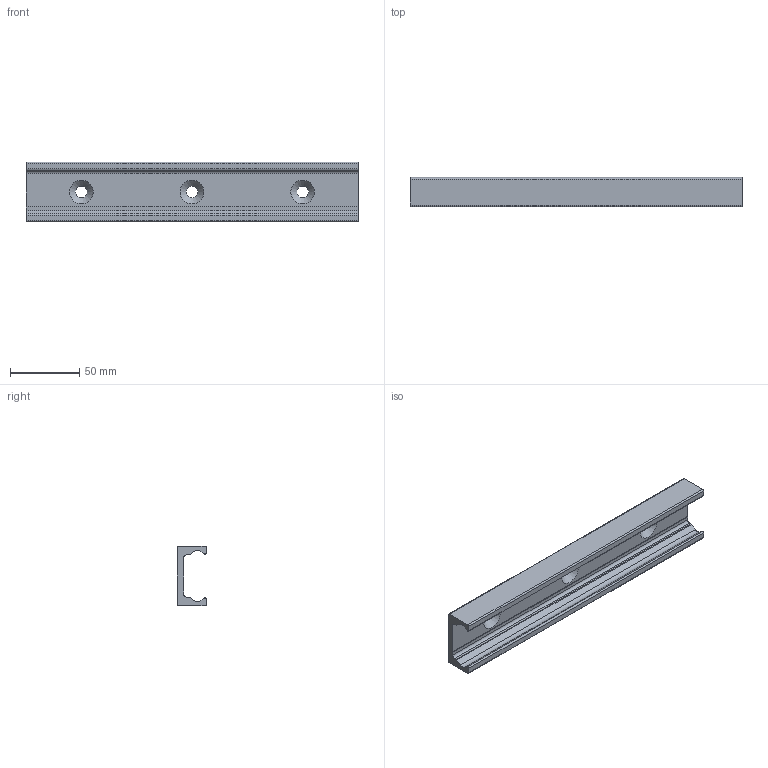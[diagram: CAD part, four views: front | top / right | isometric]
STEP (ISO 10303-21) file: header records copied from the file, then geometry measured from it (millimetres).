
FILE_DESCRIPTION((''),'2;1');
FILE_NAME('LCX 43-0240.V.stp','2016-04-28T14:32:38',('MRathmann'),(''),'Autodesk Inventor 2012','Autodesk Inventor 2012','');
FILE_SCHEMA(('CONFIG_CONTROL_DESIGN'));
Length unit declared in the file: millimetre
Products named in the file (1): LCX 43-0240.V
Bounding box: 240 x 21 x 43 mm (x, y, z)
Volume: 82026.8 mm3; surface area: 38829.3 mm2
Topology: 1 solids, 1 shells, 34 faces, 93 edges, 61 vertices
Faces by surface type: cylinder 16, plane 15, cone 3
Full cylindrical faces by diameter (mm): 8.5 x3
Entity records: 1096 total; most frequent: DIRECTION 192, CARTESIAN_POINT 183, ORIENTED_EDGE 174, EDGE_CURVE 87, AXIS2_PLACEMENT_3D 70, VERTEX_POINT 61, VECTOR 52, LINE 52
